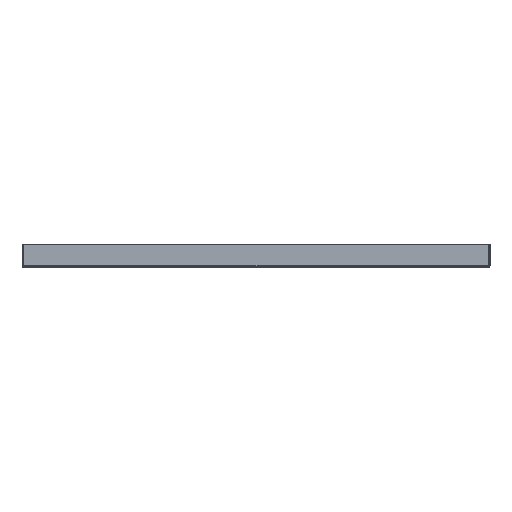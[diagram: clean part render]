
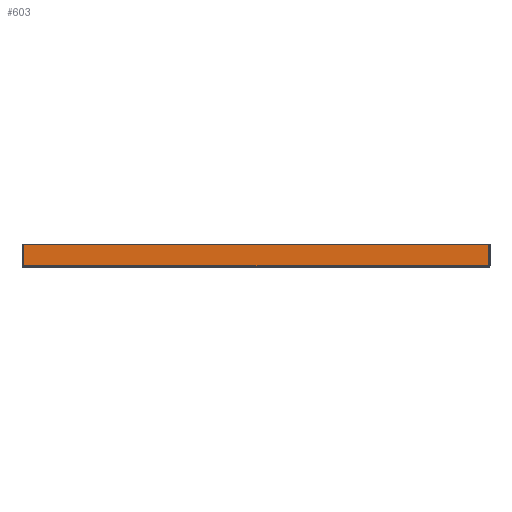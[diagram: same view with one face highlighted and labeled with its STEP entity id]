
A CAD part, front view. The second image highlights one B-rep face of the part: STEP entity #603.
In plain terms, the highlighted planar face has unit normal (0, -1, 0).
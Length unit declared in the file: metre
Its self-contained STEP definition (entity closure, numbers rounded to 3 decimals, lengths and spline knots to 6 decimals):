
#100=ORIENTED_EDGE('',*,*,#239,.T.);
#101=ORIENTED_EDGE('',*,*,#245,.T.);
#102=ORIENTED_EDGE('',*,*,#228,.T.);
#103=ORIENTED_EDGE('',*,*,#236,.T.);
#104=ORIENTED_EDGE('',*,*,#233,.T.);
#105=ORIENTED_EDGE('',*,*,#242,.T.);
#228=EDGE_CURVE('',#306,#307,#360,.F.);
#233=EDGE_CURVE('',#312,#310,#365,.T.);
#236=EDGE_CURVE('',#307,#312,#368,.F.);
#239=EDGE_CURVE('',#316,#314,#371,.F.);
#242=EDGE_CURVE('',#310,#316,#374,.F.);
#245=EDGE_CURVE('',#314,#306,#377,.T.);
#306=VERTEX_POINT('',#913);
#307=VERTEX_POINT('',#914);
#310=VERTEX_POINT('',#922);
#312=VERTEX_POINT('',#925);
#314=VERTEX_POINT('',#934);
#316=VERTEX_POINT('',#937);
#360=LINE('',#912,#432);
#365=LINE('',#924,#437);
#368=LINE('',#930,#440);
#371=LINE('',#936,#443);
#374=LINE('',#942,#446);
#377=LINE('',#947,#449);
#432=VECTOR('',#731,1.);
#437=VECTOR('',#738,1.);
#440=VECTOR('',#743,1.);
#443=VECTOR('',#748,1.);
#446=VECTOR('',#753,1.);
#449=VECTOR('',#760,1.);
#495=EDGE_LOOP('',(#100,#101,#102,#103,#104,#105));
#533=FACE_BOUND('',#495,.T.);
#571=PLANE('',#654);
#603=ADVANCED_FACE('',(#533),#571,.F.);
#654=AXIS2_PLACEMENT_3D('',#946,#758,#759);
#731=DIRECTION('',(-1.,0.,0.));
#738=DIRECTION('',(-1.,0.,0.));
#743=DIRECTION('',(0.,0.,-1.));
#748=DIRECTION('',(-1.,0.,0.));
#753=DIRECTION('',(0.,0.,1.));
#758=DIRECTION('',(0.,1.,0.));
#759=DIRECTION('',(0.,0.,1.));
#760=DIRECTION('',(1.,0.,0.));
#912=CARTESIAN_POINT('',(0.254,0.509,0.002));
#913=CARTESIAN_POINT('',(0.507,0.509,0.002));
#914=CARTESIAN_POINT('',(0.5078,0.509,0.002));
#922=CARTESIAN_POINT('',(0.0002,0.509,0.025));
#924=CARTESIAN_POINT('',(0.254,0.509,0.025));
#925=CARTESIAN_POINT('',(0.5078,0.509,0.025));
#930=CARTESIAN_POINT('',(0.5078,0.509,0.013));
#934=CARTESIAN_POINT('',(0.001,0.509,0.002));
#936=CARTESIAN_POINT('',(0.254,0.509,0.002));
#937=CARTESIAN_POINT('',(0.0002,0.509,0.002));
#942=CARTESIAN_POINT('',(0.0002,0.509,0.013));
#946=CARTESIAN_POINT('',(0.254,0.509,0.013));
#947=CARTESIAN_POINT('',(0.254,0.509,0.002));
